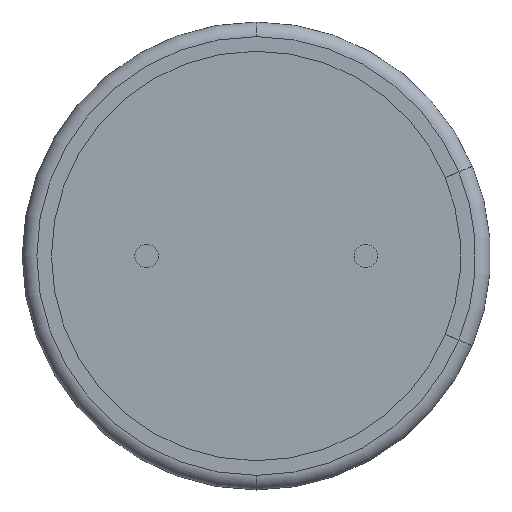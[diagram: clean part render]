
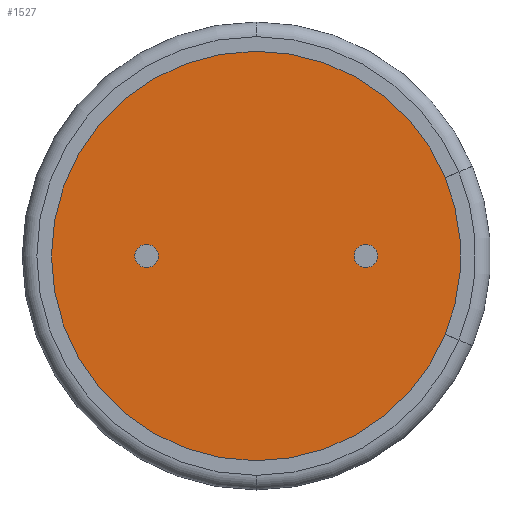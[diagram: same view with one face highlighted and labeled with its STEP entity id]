
A CAD part, front view. The second image highlights one B-rep face of the part: STEP entity #1527.
In plain terms, the highlighted planar face has unit normal (0, -1, 0).
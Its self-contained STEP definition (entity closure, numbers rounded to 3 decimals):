
#7 = CIRCLE ( 'NONE', #2054, 0.4 ) ;
#13 = ORIENTED_EDGE ( 'NONE', *, *, #419, .T. ) ;
#44 = CARTESIAN_POINT ( 'NONE',  ( 3.75, 0.3, 0. ) ) ;
#128 = DIRECTION ( 'NONE',  ( -0.924, 0., -0.383 ) ) ;
#134 = CARTESIAN_POINT ( 'NONE',  ( -0.001, 0.3, 0.004 ) ) ;
#208 = EDGE_LOOP ( 'NONE', ( #459, #887 ) ) ;
#216 = VECTOR ( 'NONE', #1130, 1000. ) ;
#222 = DIRECTION ( 'NONE',  ( 0., 0., 1. ) ) ;
#229 = AXIS2_PLACEMENT_3D ( 'NONE', #375, #1573, #541 ) ;
#258 = ORIENTED_EDGE ( 'NONE', *, *, #2147, .T. ) ;
#270 = EDGE_CURVE ( 'NONE', #942, #1577, #648, .T. ) ;
#305 = CARTESIAN_POINT ( 'NONE',  ( 3.75, 0.3, 0.4 ) ) ;
#342 = ORIENTED_EDGE ( 'NONE', *, *, #1399, .T. ) ;
#347 = VERTEX_POINT ( 'NONE', #1649 ) ;
#348 = AXIS2_PLACEMENT_3D ( 'NONE', #44, #1231, #222 ) ;
#375 = CARTESIAN_POINT ( 'NONE',  ( 0., 0.3, 0. ) ) ;
#409 = DIRECTION ( 'NONE',  ( 0., -1., 0. ) ) ;
#419 = EDGE_CURVE ( 'NONE', #1577, #347, #1758, .T. ) ;
#424 = VERTEX_POINT ( 'NONE', #2108 ) ;
#428 = CARTESIAN_POINT ( 'NONE',  ( 0., 0.3, 0. ) ) ;
#439 = AXIS2_PLACEMENT_3D ( 'NONE', #560, #1766, #736 ) ;
#459 = ORIENTED_EDGE ( 'NONE', *, *, #1145, .F. ) ;
#486 = CARTESIAN_POINT ( 'NONE',  ( 0., 0.3, -7. ) ) ;
#541 = DIRECTION ( 'NONE',  ( 0., 0., -1. ) ) ;
#560 = CARTESIAN_POINT ( 'NONE',  ( -0.01, 0.3, 0. ) ) ;
#579 = PLANE ( 'NONE',  #872 ) ;
#588 = DIRECTION ( 'NONE',  ( 0., 0., -1. ) ) ;
#598 = CIRCLE ( 'NONE', #348, 0.4 ) ;
#641 = AXIS2_PLACEMENT_3D ( 'NONE', #1784, #759, #1965 ) ;
#648 = LINE ( 'NONE', #1806, #216 ) ;
#668 = CARTESIAN_POINT ( 'NONE',  ( 0., 0.3, 0. ) ) ;
#736 = DIRECTION ( 'NONE',  ( 0., 0., -1. ) ) ;
#746 = CARTESIAN_POINT ( 'NONE',  ( 3.75, 0.3, 0. ) ) ;
#759 = DIRECTION ( 'NONE',  ( 0., -1., 0. ) ) ;
#826 = ORIENTED_EDGE ( 'NONE', *, *, #1312, .F. ) ;
#841 = DIRECTION ( 'NONE',  ( 0., 0., -1. ) ) ;
#852 = VERTEX_POINT ( 'NONE', #486 ) ;
#857 = VECTOR ( 'NONE', #128, 1000. ) ;
#872 = AXIS2_PLACEMENT_3D ( 'NONE', #428, #1613, #588 ) ;
#887 = ORIENTED_EDGE ( 'NONE', *, *, #1597, .F. ) ;
#916 = VERTEX_POINT ( 'NONE', #1693 ) ;
#919 = ORIENTED_EDGE ( 'NONE', *, *, #270, .T. ) ;
#926 = DIRECTION ( 'NONE',  ( 0., 0., 1. ) ) ;
#942 = VERTEX_POINT ( 'NONE', #1194 ) ;
#963 = DIRECTION ( 'NONE',  ( 0., -1., 0. ) ) ;
#973 = VERTEX_POINT ( 'NONE', #1199 ) ;
#1078 = ORIENTED_EDGE ( 'NONE', *, *, #1851, .T. ) ;
#1091 = VERTEX_POINT ( 'NONE', #1578 ) ;
#1130 = DIRECTION ( 'NONE',  ( -0.924, 0., 0.383 ) ) ;
#1145 = EDGE_CURVE ( 'NONE', #916, #1091, #1757, .T. ) ;
#1148 = ORIENTED_EDGE ( 'NONE', *, *, #1950, .F. ) ;
#1156 = FACE_BOUND ( 'NONE', #208, .T. ) ;
#1185 = EDGE_LOOP ( 'NONE', ( #1148, #826 ) ) ;
#1194 = CARTESIAN_POINT ( 'NONE',  ( 6.466, 0.3, -2.682 ) ) ;
#1199 = CARTESIAN_POINT ( 'NONE',  ( 0., 0.3, 7. ) ) ;
#1202 = AXIS2_PLACEMENT_3D ( 'NONE', #668, #1863, #841 ) ;
#1217 = AXIS2_PLACEMENT_3D ( 'NONE', #1984, #963, #2155 ) ;
#1231 = DIRECTION ( 'NONE',  ( 0., -1., 0. ) ) ;
#1234 = AXIS2_PLACEMENT_3D ( 'NONE', #1422, #409, #1596 ) ;
#1292 = CIRCLE ( 'NONE', #229, 7. ) ;
#1306 = ORIENTED_EDGE ( 'NONE', *, *, #1692, .F. ) ;
#1312 = EDGE_CURVE ( 'NONE', #424, #1678, #598, .T. ) ;
#1319 = CIRCLE ( 'NONE', #641, 7. ) ;
#1321 = VERTEX_POINT ( 'NONE', #1729 ) ;
#1398 = CIRCLE ( 'NONE', #1217, 0.4 ) ;
#1399 = EDGE_CURVE ( 'NONE', #1321, #973, #1319, .T. ) ;
#1422 = CARTESIAN_POINT ( 'NONE',  ( -3.75, 0.3, 0. ) ) ;
#1527 = ADVANCED_FACE ( 'NONE', ( #1607, #2072, #1156 ), #579, .T. ) ;
#1573 = DIRECTION ( 'NONE',  ( 0., -1., 0. ) ) ;
#1577 = VERTEX_POINT ( 'NONE', #1980 ) ;
#1578 = CARTESIAN_POINT ( 'NONE',  ( -3.75, 0.3, -0.4 ) ) ;
#1596 = DIRECTION ( 'NONE',  ( 0., 0., -1. ) ) ;
#1597 = EDGE_CURVE ( 'NONE', #1091, #916, #1398, .T. ) ;
#1607 = FACE_OUTER_BOUND ( 'NONE', #2089, .T. ) ;
#1613 = DIRECTION ( 'NONE',  ( 0., -1., 0. ) ) ;
#1649 = CARTESIAN_POINT ( 'NONE',  ( 6.457, 0.3, 2.679 ) ) ;
#1678 = VERTEX_POINT ( 'NONE', #305 ) ;
#1692 = EDGE_CURVE ( 'NONE', #1321, #347, #1772, .T. ) ;
#1693 = CARTESIAN_POINT ( 'NONE',  ( -3.75, 0.3, 0.4 ) ) ;
#1729 = CARTESIAN_POINT ( 'NONE',  ( 6.466, 0.3, 2.682 ) ) ;
#1757 = CIRCLE ( 'NONE', #1234, 0.4 ) ;
#1758 = CIRCLE ( 'NONE', #439, 7. ) ;
#1766 = DIRECTION ( 'NONE',  ( 0., -1., 0. ) ) ;
#1772 = LINE ( 'NONE', #134, #857 ) ;
#1784 = CARTESIAN_POINT ( 'NONE',  ( 0., 0.3, 0. ) ) ;
#1806 = CARTESIAN_POINT ( 'NONE',  ( -0.001, 0.3, -0.004 ) ) ;
#1851 = EDGE_CURVE ( 'NONE', #852, #942, #1292, .T. ) ;
#1863 = DIRECTION ( 'NONE',  ( 0., -1., 0. ) ) ;
#1901 = CIRCLE ( 'NONE', #1202, 7. ) ;
#1950 = EDGE_CURVE ( 'NONE', #1678, #424, #7, .T. ) ;
#1951 = DIRECTION ( 'NONE',  ( 0., -1., 0. ) ) ;
#1965 = DIRECTION ( 'NONE',  ( 0., 0., -1. ) ) ;
#1980 = CARTESIAN_POINT ( 'NONE',  ( 6.457, 0.3, -2.679 ) ) ;
#1984 = CARTESIAN_POINT ( 'NONE',  ( -3.75, 0.3, 0. ) ) ;
#2054 = AXIS2_PLACEMENT_3D ( 'NONE', #746, #1951, #926 ) ;
#2072 = FACE_BOUND ( 'NONE', #1185, .T. ) ;
#2089 = EDGE_LOOP ( 'NONE', ( #1306, #342, #258, #1078, #919, #13 ) ) ;
#2108 = CARTESIAN_POINT ( 'NONE',  ( 3.75, 0.3, -0.4 ) ) ;
#2147 = EDGE_CURVE ( 'NONE', #973, #852, #1901, .T. ) ;
#2155 = DIRECTION ( 'NONE',  ( 0., 0., -1. ) ) ;
